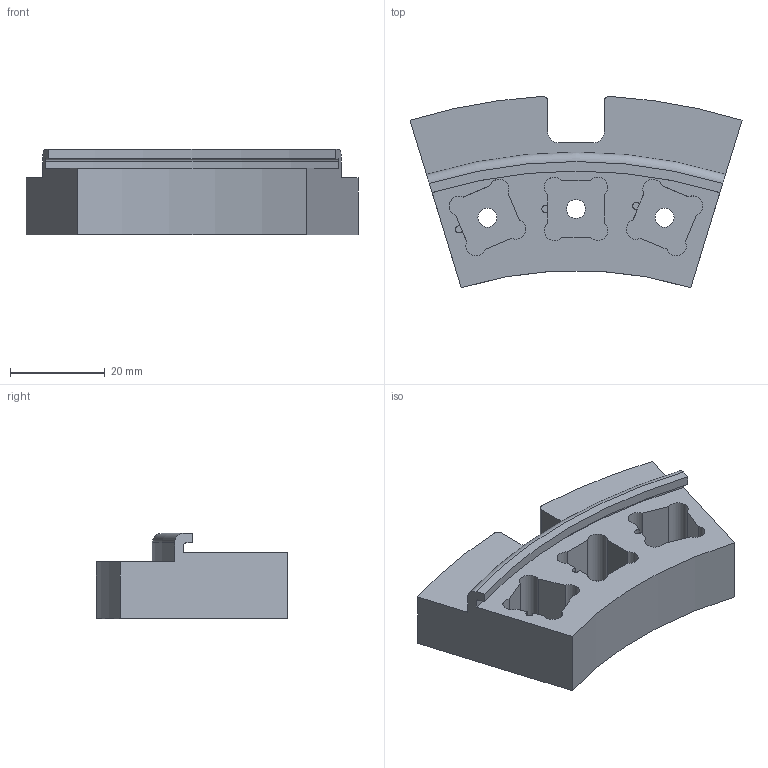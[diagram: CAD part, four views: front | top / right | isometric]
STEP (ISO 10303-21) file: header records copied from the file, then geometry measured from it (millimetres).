
FILE_DESCRIPTION(/* description */ ('STEP AP214'),/* implementation_level */ '2;1');
FILE_NAME(/* name */ 'Ring_1_calib_Cutout.stp',/* time_stamp */ '2025-11-17T14:16:54-03:00',/* author */ ('Carla Fernandez'),/* organization */ (''),/* preprocessor_version */ 'ST-DEVELOPER v20.1',/* originating_system */ 'Autodesk Inventor 2026',/* authorisation */ '');
FILE_SCHEMA (('AUTOMOTIVE_DESIGN { 1 0 10303 214 3 1 1 }'));
Length unit declared in the file: millimetre
Products named in the file (1): Ring_1_calib_Cutout
Bounding box: 70.17 x 40.42 x 18 mm (x, y, z)
Volume: 23178.8 mm3; surface area: 9657.4 mm2
Topology: 1 solids, 1 shells, 58 faces, 159 edges, 106 vertices
Faces by surface type: plane 28, cylinder 28, torus 2
Full cylindrical faces by diameter (mm): 4 x3
Entity records: 1920 total; most frequent: DIRECTION 339, CARTESIAN_POINT 324, ORIENTED_EDGE 318, EDGE_CURVE 159, AXIS2_PLACEMENT_3D 121, VERTEX_POINT 106, LINE 97, VECTOR 97
